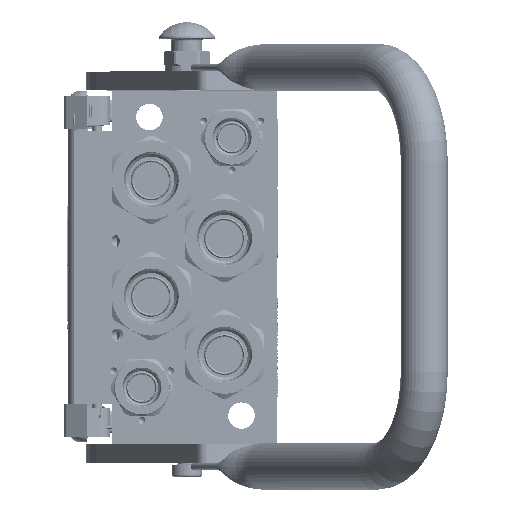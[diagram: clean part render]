
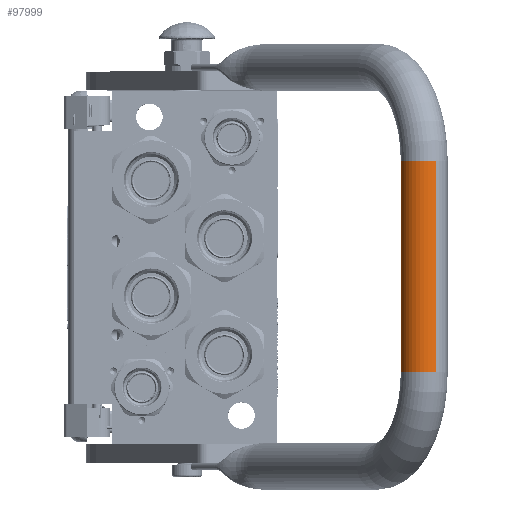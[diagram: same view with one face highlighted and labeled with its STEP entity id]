
A CAD part, top view. The second image highlights one B-rep face of the part: STEP entity #97999.
In plain terms, the highlighted cylindrical face has radius 12.5 mm (diameter 25 mm), a partial arc.
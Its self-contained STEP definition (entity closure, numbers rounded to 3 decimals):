
#31129 = VERTEX_POINT ( 'NONE', #178777 ) ;
#31236 = FACE_OUTER_BOUND ( 'NONE', #172900, .T. ) ;
#51728 = VECTOR ( 'NONE', #81705, 1000. ) ;
#61477 = DIRECTION ( 'NONE',  ( 0., 0., -1. ) ) ;
#64986 = CIRCLE ( 'NONE', #154506, 12.5 ) ;
#67277 = DIRECTION ( 'NONE',  ( 1., 0., 0. ) ) ;
#81705 = DIRECTION ( 'NONE',  ( 1., 0., 0. ) ) ;
#88827 = ORIENTED_EDGE ( 'NONE', *, *, #90328, .F. ) ;
#90328 = EDGE_CURVE ( 'NONE', #123041, #31129, #64986, .T. ) ;
#91867 = EDGE_CURVE ( 'NONE', #161942, #151403, #157687, .T. ) ;
#92681 = CARTESIAN_POINT ( 'NONE',  ( -56.25, 0., 180. ) ) ;
#93087 = LINE ( 'NONE', #149005, #51728 ) ;
#93932 = AXIS2_PLACEMENT_3D ( 'NONE', #130141, #101624, #61477 ) ;
#97999 = ADVANCED_FACE ( 'NONE', ( #31236 ), #120290, .T. ) ;
#101624 = DIRECTION ( 'NONE',  ( -1., 0., 0. ) ) ;
#109776 = DIRECTION ( 'NONE',  ( 0., 0., 1. ) ) ;
#111250 = EDGE_CURVE ( 'NONE', #151403, #31129, #93087, .T. ) ;
#112621 = CARTESIAN_POINT ( 'NONE',  ( -56.25, 0., 167.5 ) ) ;
#120290 = CYLINDRICAL_SURFACE ( 'NONE', #93932, 12.5 ) ;
#123041 = VERTEX_POINT ( 'NONE', #178541 ) ;
#126922 = ORIENTED_EDGE ( 'NONE', *, *, #111250, .T. ) ;
#130007 = DIRECTION ( 'NONE',  ( 1., 0., 0. ) ) ;
#130141 = CARTESIAN_POINT ( 'NONE',  ( -56.25, 0., 167.5 ) ) ;
#138261 = CARTESIAN_POINT ( 'NONE',  ( 56.25, 0., 167.5 ) ) ;
#139921 = DIRECTION ( 'NONE',  ( 0., 0., 1. ) ) ;
#143225 = VECTOR ( 'NONE', #130007, 1000. ) ;
#146128 = CARTESIAN_POINT ( 'NONE',  ( -56.25, 0., 180. ) ) ;
#149005 = CARTESIAN_POINT ( 'NONE',  ( -56.25, 0., 155. ) ) ;
#151403 = VERTEX_POINT ( 'NONE', #165578 ) ;
#154506 = AXIS2_PLACEMENT_3D ( 'NONE', #138261, #67277, #109776 ) ;
#154754 = AXIS2_PLACEMENT_3D ( 'NONE', #112621, #167223, #139921 ) ;
#157687 = CIRCLE ( 'NONE', #154754, 12.5 ) ;
#161942 = VERTEX_POINT ( 'NONE', #92681 ) ;
#161978 = EDGE_CURVE ( 'NONE', #161942, #123041, #167074, .T. ) ;
#165578 = CARTESIAN_POINT ( 'NONE',  ( -56.25, 0., 155. ) ) ;
#167074 = LINE ( 'NONE', #146128, #143225 ) ;
#167223 = DIRECTION ( 'NONE',  ( 1., 0., 0. ) ) ;
#168689 = ORIENTED_EDGE ( 'NONE', *, *, #91867, .T. ) ;
#172900 = EDGE_LOOP ( 'NONE', ( #126922, #88827, #174382, #168689 ) ) ;
#174382 = ORIENTED_EDGE ( 'NONE', *, *, #161978, .F. ) ;
#178541 = CARTESIAN_POINT ( 'NONE',  ( 56.25, 0., 180. ) ) ;
#178777 = CARTESIAN_POINT ( 'NONE',  ( 56.25, 0., 155. ) ) ;
